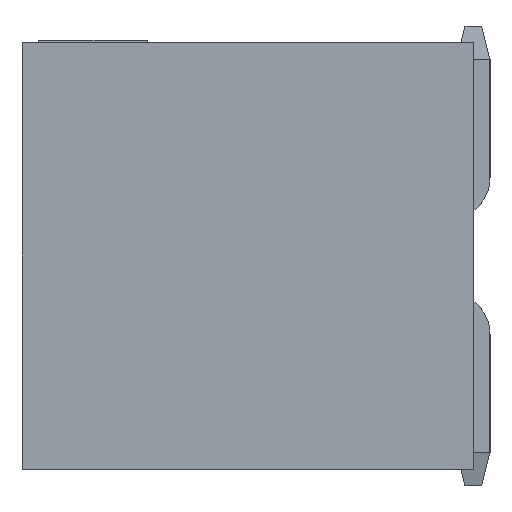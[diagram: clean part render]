
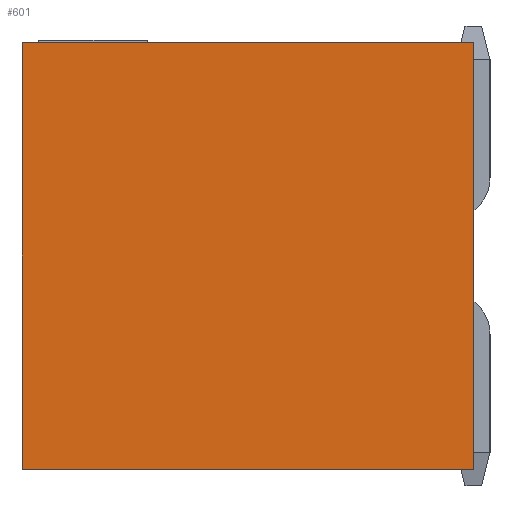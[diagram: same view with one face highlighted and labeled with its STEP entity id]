
A CAD part, left-side view. The second image highlights one B-rep face of the part: STEP entity #601.
In plain terms, the highlighted planar face has unit normal (-1, 0, 0).
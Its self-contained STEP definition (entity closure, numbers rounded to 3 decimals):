
#324 = DIRECTION ( 'NONE',  ( 0., 1., 0. ) ) ;
#601 = ADVANCED_FACE ( 'NONE', ( #24179 ), #1744, .T. ) ;
#774 = LINE ( 'NONE', #22318, #12838 ) ;
#1744 = PLANE ( 'NONE',  #23313 ) ;
#2197 = LINE ( 'NONE', #13536, #20493 ) ;
#2480 = CARTESIAN_POINT ( 'NONE',  ( -15.85, 5.4, 0. ) ) ;
#3864 = DIRECTION ( 'NONE',  ( 0., 0., 1. ) ) ;
#3955 = EDGE_CURVE ( 'NONE', #10975, #6691, #774, .T. ) ;
#6691 = VERTEX_POINT ( 'NONE', #21974 ) ;
#7253 = LINE ( 'NONE', #28581, #25613 ) ;
#10583 = DIRECTION ( 'NONE',  ( 0., 0., -1. ) ) ;
#10975 = VERTEX_POINT ( 'NONE', #26879 ) ;
#11245 = DIRECTION ( 'NONE',  ( 0., 0., -1. ) ) ;
#12838 = VECTOR ( 'NONE', #26838, 1000. ) ;
#13536 = CARTESIAN_POINT ( 'NONE',  ( -15.85, 2.7, 2.55 ) ) ;
#14241 = EDGE_CURVE ( 'NONE', #26759, #6691, #22451, .T. ) ;
#14579 = EDGE_CURVE ( 'NONE', #22362, #10975, #7253, .T. ) ;
#14657 = ORIENTED_EDGE ( 'NONE', *, *, #14241, .T. ) ;
#14843 = ORIENTED_EDGE ( 'NONE', *, *, #18206, .T. ) ;
#16714 = ORIENTED_EDGE ( 'NONE', *, *, #14579, .F. ) ;
#16886 = CARTESIAN_POINT ( 'NONE',  ( -15.85, 0., -2.55 ) ) ;
#18206 = EDGE_CURVE ( 'NONE', #22362, #26759, #2197, .T. ) ;
#19151 = CARTESIAN_POINT ( 'NONE',  ( -15.85, 0., 2.55 ) ) ;
#20493 = VECTOR ( 'NONE', #324, 1000. ) ;
#21974 = CARTESIAN_POINT ( 'NONE',  ( -15.85, 5.4, -2.55 ) ) ;
#22104 = CARTESIAN_POINT ( 'NONE',  ( -15.85, 5.4, 2.55 ) ) ;
#22318 = CARTESIAN_POINT ( 'NONE',  ( -15.85, 2.7, -2.55 ) ) ;
#22362 = VERTEX_POINT ( 'NONE', #19151 ) ;
#22451 = LINE ( 'NONE', #2480, #25260 ) ;
#23008 = ORIENTED_EDGE ( 'NONE', *, *, #3955, .F. ) ;
#23313 = AXIS2_PLACEMENT_3D ( 'NONE', #16886, #23643, #3864 ) ;
#23643 = DIRECTION ( 'NONE',  ( -1., 0., 0. ) ) ;
#24179 = FACE_OUTER_BOUND ( 'NONE', #25196, .T. ) ;
#25196 = EDGE_LOOP ( 'NONE', ( #23008, #16714, #14843, #14657 ) ) ;
#25260 = VECTOR ( 'NONE', #11245, 1000. ) ;
#25613 = VECTOR ( 'NONE', #10583, 1000. ) ;
#26759 = VERTEX_POINT ( 'NONE', #22104 ) ;
#26838 = DIRECTION ( 'NONE',  ( 0., 1., 0. ) ) ;
#26879 = CARTESIAN_POINT ( 'NONE',  ( -15.85, 0., -2.55 ) ) ;
#28581 = CARTESIAN_POINT ( 'NONE',  ( -15.85, 0., 0. ) ) ;
